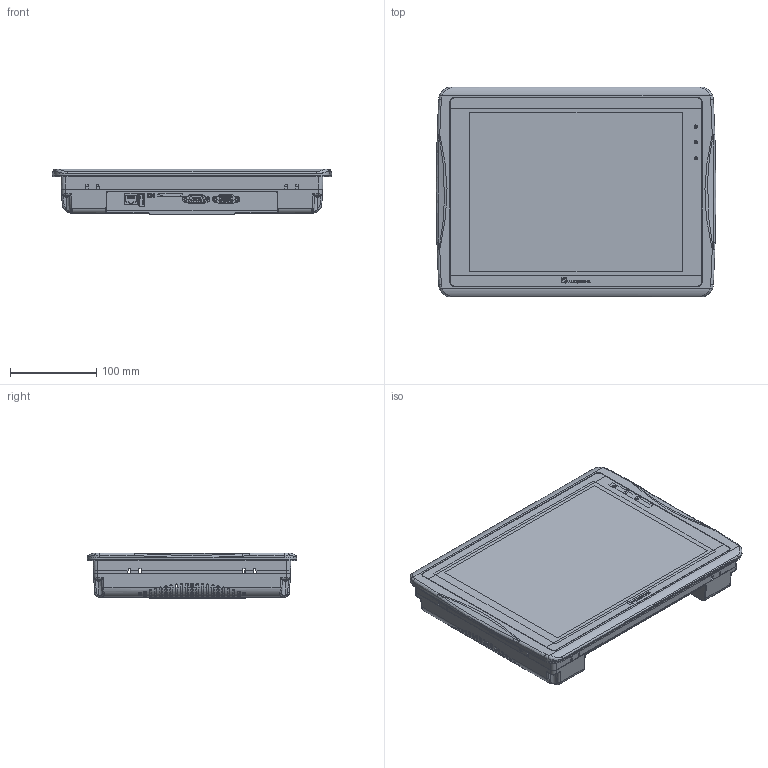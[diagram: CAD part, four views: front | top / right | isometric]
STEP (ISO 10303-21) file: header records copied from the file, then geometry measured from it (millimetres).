
FILE_DESCRIPTION (( 'STEP AP203' ), '1' );
FILE_NAME ('MT8121iE.STEP', '2019-03-06T02:41:13', ( 'Annayang' ), ( '' ), 'SwSTEP 2.0', 'SolidWorks 2011', '' );
FILE_SCHEMA (( 'CONFIG_CONTROL_DESIGN' ));
Products named in the file (1): MT8121iE
Bounding box: 323.37 x 242.83 x 53.18 mm (x, y, z)
Surface area: 365278.8 mm2 (no closed solid volume)
Topology: 0 solids, 70 shells, 1973 faces, 8361 edges, 6380 vertices
Faces by surface type: plane 904, cylinder 586, bspline 330, cone 119, sphere 26, torus 8
Entity records: 129632 total; most frequent: CARTESIAN_POINT 67177, ORIENTED_EDGE 13456, DIRECTION 10136, EDGE_CURVE 8317, VERTEX_POINT 6362, LINE 4272, VECTOR 4272, AXIS2_PLACEMENT_3D 2932
